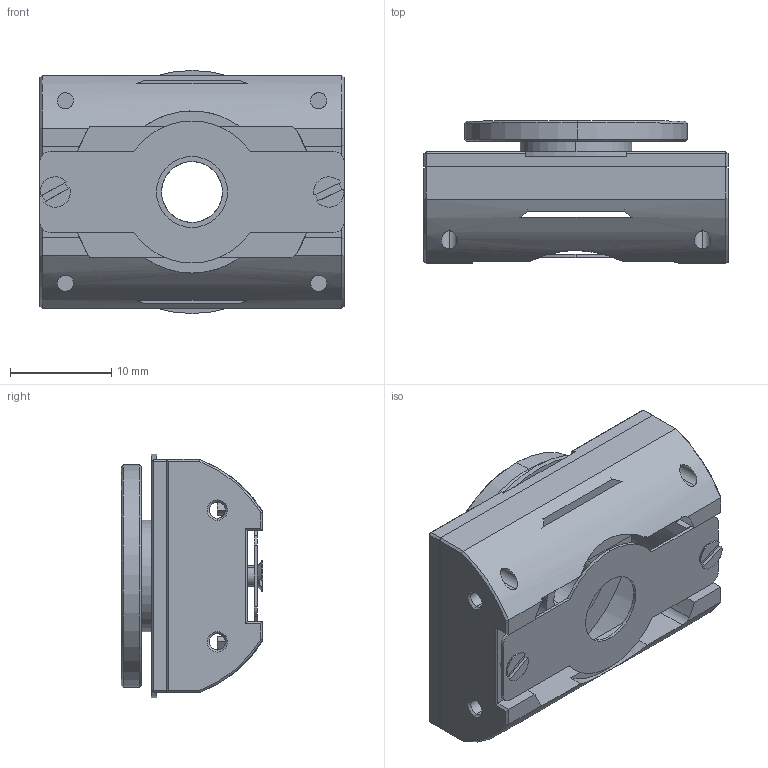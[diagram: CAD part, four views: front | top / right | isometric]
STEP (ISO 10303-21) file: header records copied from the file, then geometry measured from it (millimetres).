
FILE_DESCRIPTION (( 'STEP AP214' ), '1' );
FILE_NAME ('Rotator25.optic.web.STEP', '2024-01-27T10:03:53', ( '' ), ( '' ), 'SwSTEP 2.0', 'SolidWorks 2020', '' );
FILE_SCHEMA (( 'AUTOMOTIVE_DESIGN' ));
Length unit declared in the file: millimetre
Products named in the file (1): Rotator25.optic.web
Bounding box: 30 x 14 x 24 mm (x, y, z)
Volume: 4083.9 mm3; surface area: 6911.3 mm2
Topology: 12 solids, 12 shells, 304 faces, 774 edges, 478 vertices
Faces by surface type: cylinder 131, plane 120, cone 53
Entity records: 13116 total; most frequent: CARTESIAN_POINT 2080, DIRECTION 1617, ORIENTED_EDGE 1540, EDGE_CURVE 770, AXIS2_PLACEMENT_3D 617, VERTEX_POINT 478, VECTOR 383, LINE 383
